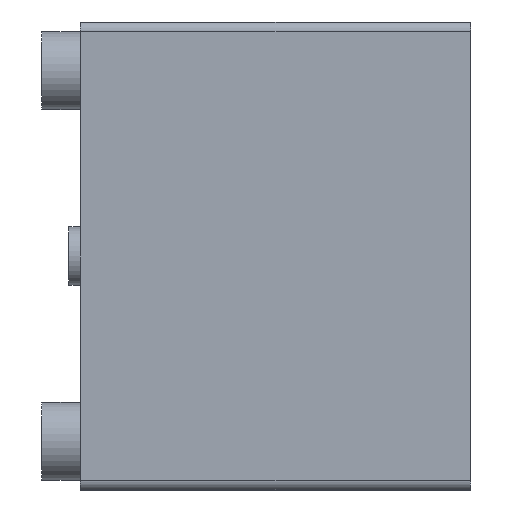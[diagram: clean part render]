
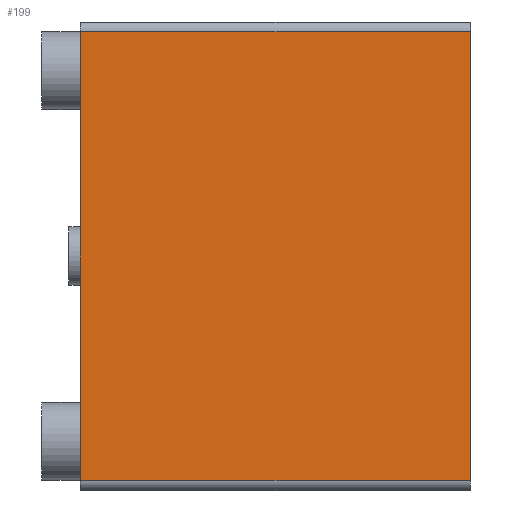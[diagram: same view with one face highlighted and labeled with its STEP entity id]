
A CAD part, left-side view. The second image highlights one B-rep face of the part: STEP entity #199.
In plain terms, the highlighted planar face has unit normal (-1, 0, 0).
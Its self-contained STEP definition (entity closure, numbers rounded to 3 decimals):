
#26 = VECTOR ( 'NONE', #160, 1000. ) ;
#42 = ORIENTED_EDGE ( 'NONE', *, *, #480, .T. ) ;
#160 = DIRECTION ( 'NONE',  ( 0., 1., 0. ) ) ;
#175 = CARTESIAN_POINT ( 'NONE',  ( -11.5, 10., -6. ) ) ;
#199 = ADVANCED_FACE ( 'NONE', ( #1360 ), #1302, .F. ) ;
#278 = CARTESIAN_POINT ( 'NONE',  ( -11.5, 10., -5.75 ) ) ;
#354 = ORIENTED_EDGE ( 'NONE', *, *, #719, .T. ) ;
#405 = VECTOR ( 'NONE', #1909, 1000. ) ;
#471 = VERTEX_POINT ( 'NONE', #1209 ) ;
#480 = EDGE_CURVE ( 'NONE', #471, #936, #770, .T. ) ;
#481 = VECTOR ( 'NONE', #1401, 1000. ) ;
#540 = ORIENTED_EDGE ( 'NONE', *, *, #954, .T. ) ;
#647 = DIRECTION ( 'NONE',  ( 1., 0., 0. ) ) ;
#719 = EDGE_CURVE ( 'NONE', #936, #1375, #1074, .T. ) ;
#732 = AXIS2_PLACEMENT_3D ( 'NONE', #175, #647, #1964 ) ;
#770 = LINE ( 'NONE', #922, #481 ) ;
#855 = ORIENTED_EDGE ( 'NONE', *, *, #994, .F. ) ;
#918 = CARTESIAN_POINT ( 'NONE',  ( -11.5, 10., -6. ) ) ;
#922 = CARTESIAN_POINT ( 'NONE',  ( -11.5, 0., -6. ) ) ;
#936 = VERTEX_POINT ( 'NONE', #951 ) ;
#951 = CARTESIAN_POINT ( 'NONE',  ( -11.5, 0., 5.75 ) ) ;
#954 = EDGE_CURVE ( 'NONE', #1775, #471, #2020, .T. ) ;
#994 = EDGE_CURVE ( 'NONE', #1775, #1375, #1564, .T. ) ;
#1074 = LINE ( 'NONE', #1495, #26 ) ;
#1209 = CARTESIAN_POINT ( 'NONE',  ( -11.5, 0., -5.75 ) ) ;
#1223 = CARTESIAN_POINT ( 'NONE',  ( -11.5, 10., -5.75 ) ) ;
#1302 = PLANE ( 'NONE',  #732 ) ;
#1360 = FACE_OUTER_BOUND ( 'NONE', #1800, .T. ) ;
#1375 = VERTEX_POINT ( 'NONE', #1889 ) ;
#1401 = DIRECTION ( 'NONE',  ( 0., 0., 1. ) ) ;
#1495 = CARTESIAN_POINT ( 'NONE',  ( -11.5, 10., 5.75 ) ) ;
#1564 = LINE ( 'NONE', #918, #1660 ) ;
#1660 = VECTOR ( 'NONE', #2063, 1000. ) ;
#1775 = VERTEX_POINT ( 'NONE', #1223 ) ;
#1800 = EDGE_LOOP ( 'NONE', ( #855, #540, #42, #354 ) ) ;
#1889 = CARTESIAN_POINT ( 'NONE',  ( -11.5, 10., 5.75 ) ) ;
#1909 = DIRECTION ( 'NONE',  ( 0., -1., 0. ) ) ;
#1964 = DIRECTION ( 'NONE',  ( 0., 0., -1. ) ) ;
#2020 = LINE ( 'NONE', #278, #405 ) ;
#2063 = DIRECTION ( 'NONE',  ( 0., 0., 1. ) ) ;
